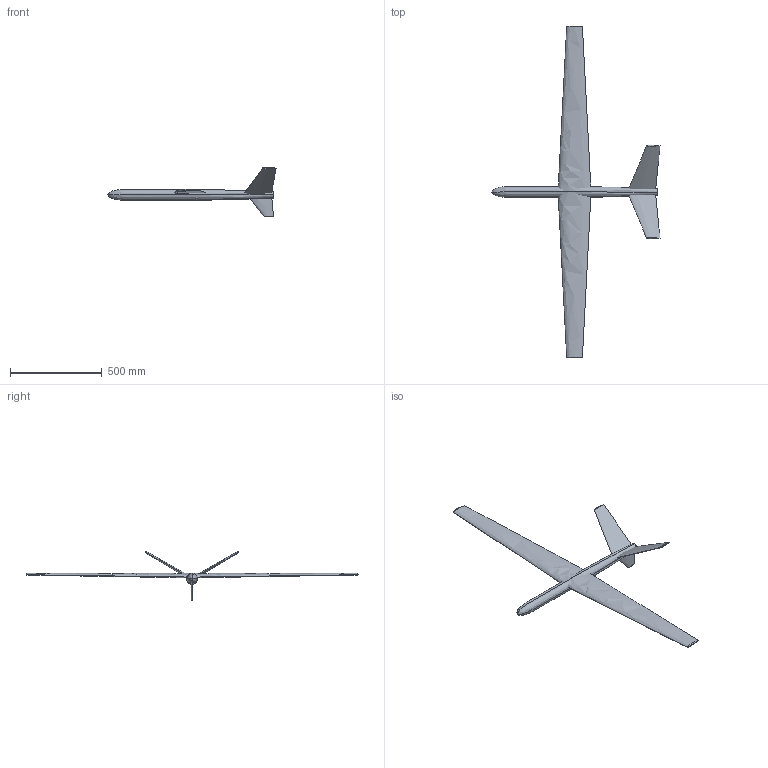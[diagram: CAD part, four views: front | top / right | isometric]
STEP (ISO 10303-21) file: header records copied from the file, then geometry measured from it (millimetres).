
FILE_DESCRIPTION((''),'1');
FILE_NAME('outfile.stp','2025-08-21T21:44:35',(''),(''),'','','');
FILE_SCHEMA(('CONFIG_CONTROL_DESIGN'));
Length unit declared in the file: metre
Bounding box: 915.94 x 1809.76 x 268.44 mm (x, y, z)
Surface area: 808036.8 mm2 (no closed solid volume)
Topology: 0 solids, 0 shells, 34 faces, 136 edges, 96 vertices
Faces by surface type: bspline 34
Entity records: 14822 total; most frequent: CARTESIAN_POINT 14725, B_SPLINE_SURFACE_WITH_KNOTS 34, GEOMETRIC_SET 6, GEOMETRICALLY_BOUNDED_SURFACE_SHAPE_REPRESENTATION 6, SHAPE_REPRESENTATION_RELATIONSHIP 6, PERSON_AND_ORGANIZATION_ROLE 4, CC_DESIGN_PERSON_AND_ORGANIZATION_ASSIGNMENT 4, DIRECTION 2
